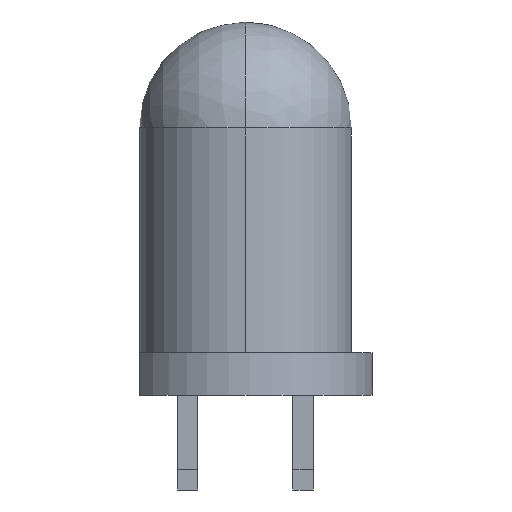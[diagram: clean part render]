
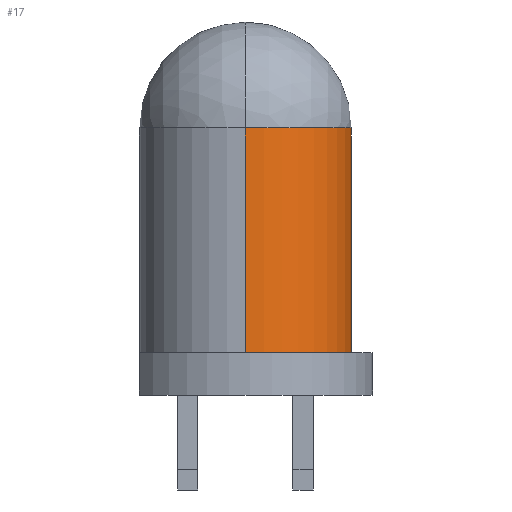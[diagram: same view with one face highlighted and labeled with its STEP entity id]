
A CAD part, front view. The second image highlights one B-rep face of the part: STEP entity #17.
In plain terms, the highlighted cylindrical face has radius 2.5 mm (diameter 5 mm), a partial arc.
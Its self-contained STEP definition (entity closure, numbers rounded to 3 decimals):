
#17 = ADVANCED_FACE('',(#18),#33,.T.);
#18 = FACE_BOUND('',#19,.T.);
#19 = EDGE_LOOP('',(#20,#78,#106,#135,#158));
#20 = ORIENTED_EDGE('',*,*,#21,.T.);
#21 = EDGE_CURVE('',#22,#24,#26,.T.);
#22 = VERTEX_POINT('',#23);
#23 = CARTESIAN_POINT('',(2.5,0.,6.3));
#24 = VERTEX_POINT('',#25);
#25 = CARTESIAN_POINT('',(0.,-2.5,6.3));
#26 = SURFACE_CURVE('',#27,(#32,#44),.PCURVE_S1.);
#27 = CIRCLE('',#28,2.5);
#28 = AXIS2_PLACEMENT_3D('',#29,#30,#31);
#29 = CARTESIAN_POINT('',(0.,0.,6.3));
#30 = DIRECTION('',(0.,0.,-1.));
#31 = DIRECTION('',(0.,1.,0.));
#32 = PCURVE('',#33,#38);
#33 = CYLINDRICAL_SURFACE('',#34,2.5);
#34 = AXIS2_PLACEMENT_3D('',#35,#36,#37);
#35 = CARTESIAN_POINT('',(0.,0.,1.));
#36 = DIRECTION('',(0.,0.,-1.));
#37 = DIRECTION('',(0.,1.,0.));
#38 = DEFINITIONAL_REPRESENTATION('',(#39),#43);
#39 = LINE('',#40,#41);
#40 = CARTESIAN_POINT('',(0.,-5.3));
#41 = VECTOR('',#42,1.);
#42 = DIRECTION('',(1.,0.));
#43 = ( GEOMETRIC_REPRESENTATION_CONTEXT(2) 
PARAMETRIC_REPRESENTATION_CONTEXT() REPRESENTATION_CONTEXT('2D SPACE',''
  ) );
#44 = PCURVE('',#45,#50);
#45 = SPHERICAL_SURFACE('',#46,2.5);
#46 = AXIS2_PLACEMENT_3D('',#47,#48,#49);
#47 = CARTESIAN_POINT('',(0.,0.,6.3));
#48 = DIRECTION('',(1.,0.,0.));
#49 = DIRECTION('',(0.,1.,0.));
#50 = DEFINITIONAL_REPRESENTATION('',(#51),#77);
#51 = B_SPLINE_CURVE_WITH_KNOTS('',3,(#52,#53,#54,#55,#56,#57,#58,#59,
    #60,#61,#62,#63,#64,#65,#66,#67,#68,#69,#70,#71,#72,#73,#74,#75,#76)
  ,.UNSPECIFIED.,.F.,.F.,(4,1,1,1,1,1,1,1,1,1,1,1,1,1,1,1,1,1,1,1,1,1,4)
  ,(1.571,1.642,1.714,1.785,
    1.856,1.928,1.999,2.071,
    2.142,2.213,2.285,2.356,
    2.428,2.499,2.57,2.642,
    2.713,2.785,2.856,2.927,
    2.999,3.07,3.142),.QUASI_UNIFORM_KNOTS.);
#52 = CARTESIAN_POINT('',(3.142,1.571));
#53 = CARTESIAN_POINT('',(3.142,1.547));
#54 = CARTESIAN_POINT('',(3.142,1.499));
#55 = CARTESIAN_POINT('',(3.142,1.428));
#56 = CARTESIAN_POINT('',(3.142,1.357));
#57 = CARTESIAN_POINT('',(3.142,1.285));
#58 = CARTESIAN_POINT('',(3.142,1.214));
#59 = CARTESIAN_POINT('',(3.142,1.142));
#60 = CARTESIAN_POINT('',(3.142,1.071));
#61 = CARTESIAN_POINT('',(3.142,1.));
#62 = CARTESIAN_POINT('',(3.142,0.928));
#63 = CARTESIAN_POINT('',(3.142,0.857));
#64 = CARTESIAN_POINT('',(3.142,0.785));
#65 = CARTESIAN_POINT('',(3.142,0.714));
#66 = CARTESIAN_POINT('',(3.142,0.643));
#67 = CARTESIAN_POINT('',(3.142,0.571));
#68 = CARTESIAN_POINT('',(3.142,0.5));
#69 = CARTESIAN_POINT('',(3.142,0.428));
#70 = CARTESIAN_POINT('',(3.142,0.357));
#71 = CARTESIAN_POINT('',(3.142,0.286));
#72 = CARTESIAN_POINT('',(3.142,0.214));
#73 = CARTESIAN_POINT('',(3.142,0.143));
#74 = CARTESIAN_POINT('',(3.142,0.071));
#75 = CARTESIAN_POINT('',(3.142,0.024));
#76 = CARTESIAN_POINT('',(3.142,0.));
#77 = ( GEOMETRIC_REPRESENTATION_CONTEXT(2) 
PARAMETRIC_REPRESENTATION_CONTEXT() REPRESENTATION_CONTEXT('2D SPACE',''
  ) );
#78 = ORIENTED_EDGE('',*,*,#79,.T.);
#79 = EDGE_CURVE('',#24,#80,#82,.T.);
#80 = VERTEX_POINT('',#81);
#81 = CARTESIAN_POINT('',(0.,-2.5,1.));
#82 = SURFACE_CURVE('',#83,(#87,#94),.PCURVE_S1.);
#83 = LINE('',#84,#85);
#84 = CARTESIAN_POINT('',(0.,-2.5,1.));
#85 = VECTOR('',#86,1.);
#86 = DIRECTION('',(0.,0.,-1.));
#87 = PCURVE('',#33,#88);
#88 = DEFINITIONAL_REPRESENTATION('',(#89),#93);
#89 = LINE('',#90,#91);
#90 = CARTESIAN_POINT('',(3.142,0.));
#91 = VECTOR('',#92,1.);
#92 = DIRECTION('',(0.,1.));
#93 = ( GEOMETRIC_REPRESENTATION_CONTEXT(2) 
PARAMETRIC_REPRESENTATION_CONTEXT() REPRESENTATION_CONTEXT('2D SPACE',''
  ) );
#94 = PCURVE('',#95,#100);
#95 = CYLINDRICAL_SURFACE('',#96,2.5);
#96 = AXIS2_PLACEMENT_3D('',#97,#98,#99);
#97 = CARTESIAN_POINT('',(0.,0.,1.));
#98 = DIRECTION('',(0.,0.,-1.));
#99 = DIRECTION('',(0.,1.,0.));
#100 = DEFINITIONAL_REPRESENTATION('',(#101),#105);
#101 = LINE('',#102,#103);
#102 = CARTESIAN_POINT('',(3.142,0.));
#103 = VECTOR('',#104,1.);
#104 = DIRECTION('',(0.,1.));
#105 = ( GEOMETRIC_REPRESENTATION_CONTEXT(2) 
PARAMETRIC_REPRESENTATION_CONTEXT() REPRESENTATION_CONTEXT('2D SPACE',''
  ) );
#106 = ORIENTED_EDGE('',*,*,#107,.T.);
#107 = EDGE_CURVE('',#80,#108,#110,.T.);
#108 = VERTEX_POINT('',#109);
#109 = CARTESIAN_POINT('',(0.,2.5,1.));
#110 = SURFACE_CURVE('',#111,(#116,#123),.PCURVE_S1.);
#111 = CIRCLE('',#112,2.5);
#112 = AXIS2_PLACEMENT_3D('',#113,#114,#115);
#113 = CARTESIAN_POINT('',(0.,0.,1.));
#114 = DIRECTION('',(0.,0.,1.));
#115 = DIRECTION('',(1.,0.,0.));
#116 = PCURVE('',#33,#117);
#117 = DEFINITIONAL_REPRESENTATION('',(#118),#122);
#118 = LINE('',#119,#120);
#119 = CARTESIAN_POINT('',(7.854,0.));
#120 = VECTOR('',#121,1.);
#121 = DIRECTION('',(-1.,0.));
#122 = ( GEOMETRIC_REPRESENTATION_CONTEXT(2) 
PARAMETRIC_REPRESENTATION_CONTEXT() REPRESENTATION_CONTEXT('2D SPACE',''
  ) );
#123 = PCURVE('',#124,#129);
#124 = PLANE('',#125);
#125 = AXIS2_PLACEMENT_3D('',#126,#127,#128);
#126 = CARTESIAN_POINT('',(0.,0.,1.));
#127 = DIRECTION('',(0.,0.,1.));
#128 = DIRECTION('',(1.,0.,0.));
#129 = DEFINITIONAL_REPRESENTATION('',(#130),#134);
#130 = CIRCLE('',#131,2.5);
#131 = AXIS2_PLACEMENT_2D('',#132,#133);
#132 = CARTESIAN_POINT('',(0.,0.));
#133 = DIRECTION('',(1.,0.));
#134 = ( GEOMETRIC_REPRESENTATION_CONTEXT(2) 
PARAMETRIC_REPRESENTATION_CONTEXT() REPRESENTATION_CONTEXT('2D SPACE',''
  ) );
#135 = ORIENTED_EDGE('',*,*,#136,.F.);
#136 = EDGE_CURVE('',#137,#108,#139,.T.);
#137 = VERTEX_POINT('',#138);
#138 = CARTESIAN_POINT('',(0.,2.5,6.3));
#139 = SURFACE_CURVE('',#140,(#144,#151),.PCURVE_S1.);
#140 = LINE('',#141,#142);
#141 = CARTESIAN_POINT('',(0.,2.5,1.));
#142 = VECTOR('',#143,1.);
#143 = DIRECTION('',(0.,0.,-1.));
#144 = PCURVE('',#33,#145);
#145 = DEFINITIONAL_REPRESENTATION('',(#146),#150);
#146 = LINE('',#147,#148);
#147 = CARTESIAN_POINT('',(0.,0.));
#148 = VECTOR('',#149,1.);
#149 = DIRECTION('',(0.,1.));
#150 = ( GEOMETRIC_REPRESENTATION_CONTEXT(2) 
PARAMETRIC_REPRESENTATION_CONTEXT() REPRESENTATION_CONTEXT('2D SPACE',''
  ) );
#151 = PCURVE('',#95,#152);
#152 = DEFINITIONAL_REPRESENTATION('',(#153),#157);
#153 = LINE('',#154,#155);
#154 = CARTESIAN_POINT('',(6.283,0.));
#155 = VECTOR('',#156,1.);
#156 = DIRECTION('',(0.,1.));
#157 = ( GEOMETRIC_REPRESENTATION_CONTEXT(2) 
PARAMETRIC_REPRESENTATION_CONTEXT() REPRESENTATION_CONTEXT('2D SPACE',''
  ) );
#158 = ORIENTED_EDGE('',*,*,#159,.T.);
#159 = EDGE_CURVE('',#137,#22,#160,.T.);
#160 = SURFACE_CURVE('',#161,(#166,#173),.PCURVE_S1.);
#161 = CIRCLE('',#162,2.5);
#162 = AXIS2_PLACEMENT_3D('',#163,#164,#165);
#163 = CARTESIAN_POINT('',(0.,0.,6.3));
#164 = DIRECTION('',(0.,0.,-1.));
#165 = DIRECTION('',(0.,1.,0.));
#166 = PCURVE('',#33,#167);
#167 = DEFINITIONAL_REPRESENTATION('',(#168),#172);
#168 = LINE('',#169,#170);
#169 = CARTESIAN_POINT('',(0.,-5.3));
#170 = VECTOR('',#171,1.);
#171 = DIRECTION('',(1.,0.));
#172 = ( GEOMETRIC_REPRESENTATION_CONTEXT(2) 
PARAMETRIC_REPRESENTATION_CONTEXT() REPRESENTATION_CONTEXT('2D SPACE',''
  ) );
#173 = PCURVE('',#45,#174);
#174 = DEFINITIONAL_REPRESENTATION('',(#175),#201);
#175 = B_SPLINE_CURVE_WITH_KNOTS('',3,(#176,#177,#178,#179,#180,#181,
    #182,#183,#184,#185,#186,#187,#188,#189,#190,#191,#192,#193,#194,
    #195,#196,#197,#198,#199,#200),.UNSPECIFIED.,.F.,.F.,(4,1,1,1,1,1,1,
    1,1,1,1,1,1,1,1,1,1,1,1,1,1,1,4),(0.,0.071,
    0.143,0.214,0.286,0.357,
    0.428,0.5,0.571,0.643,
    0.714,0.785,0.857,0.928,
    1.,1.071,1.142,1.214,
    1.285,1.357,1.428,1.499,
    1.571),.QUASI_UNIFORM_KNOTS.);
#176 = CARTESIAN_POINT('',(0.,0.));
#177 = CARTESIAN_POINT('',(0.,0.024));
#178 = CARTESIAN_POINT('',(0.,0.071));
#179 = CARTESIAN_POINT('',(0.,0.143));
#180 = CARTESIAN_POINT('',(0.,0.214));
#181 = CARTESIAN_POINT('',(0.,0.286));
#182 = CARTESIAN_POINT('',(0.,0.357));
#183 = CARTESIAN_POINT('',(0.,0.428));
#184 = CARTESIAN_POINT('',(0.,0.5));
#185 = CARTESIAN_POINT('',(0.,0.571));
#186 = CARTESIAN_POINT('',(0.,0.643));
#187 = CARTESIAN_POINT('',(0.,0.714));
#188 = CARTESIAN_POINT('',(0.,0.785));
#189 = CARTESIAN_POINT('',(0.,0.857));
#190 = CARTESIAN_POINT('',(0.,0.928));
#191 = CARTESIAN_POINT('',(0.,1.));
#192 = CARTESIAN_POINT('',(0.,1.071));
#193 = CARTESIAN_POINT('',(0.,1.142));
#194 = CARTESIAN_POINT('',(0.,1.214));
#195 = CARTESIAN_POINT('',(0.,1.285));
#196 = CARTESIAN_POINT('',(0.,1.357));
#197 = CARTESIAN_POINT('',(0.,1.428));
#198 = CARTESIAN_POINT('',(0.,1.499));
#199 = CARTESIAN_POINT('',(0.,1.547));
#200 = CARTESIAN_POINT('',(0.,1.571));
#201 = ( GEOMETRIC_REPRESENTATION_CONTEXT(2) 
PARAMETRIC_REPRESENTATION_CONTEXT() REPRESENTATION_CONTEXT('2D SPACE',''
  ) );
